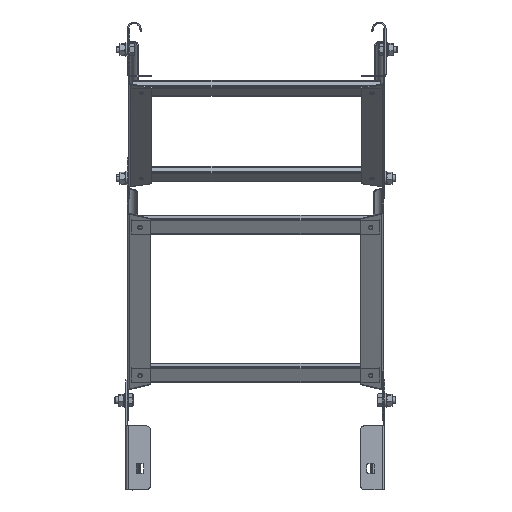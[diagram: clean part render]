
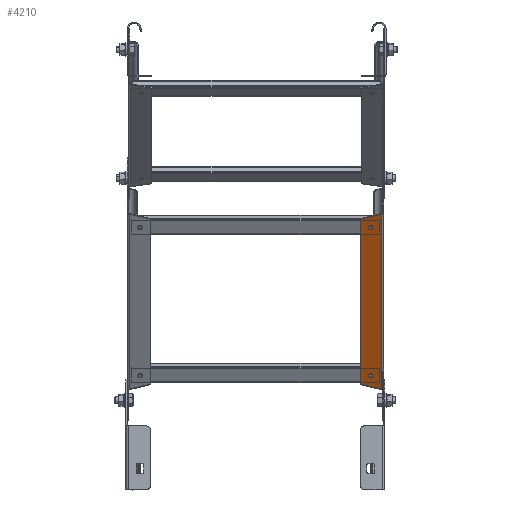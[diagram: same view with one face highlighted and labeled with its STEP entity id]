
A CAD part, top view. The second image highlights one B-rep face of the part: STEP entity #4210.
In plain terms, the highlighted face is planar.
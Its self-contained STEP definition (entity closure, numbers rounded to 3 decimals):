
#10=DIRECTION('',(0.,0.,-1.));
#11=VECTOR('',#10,223.587);
#12=CARTESIAN_POINT('',(27.5,0.,111.794));
#13=LINE('',#12,#11);
#1324=DIRECTION('',(0.,0.,1.));
#1325=VECTOR('',#1324,236.985);
#1326=CARTESIAN_POINT('',(2.5,0.,-118.492));
#1327=LINE('',#1326,#1325);
#1328=DIRECTION('',(0.966,0.,0.259));
#1329=VECTOR('',#1328,25.882);
#1330=CARTESIAN_POINT('',(2.5,0.,-118.492));
#1331=LINE('',#1330,#1329);
#1332=DIRECTION('',(-0.966,0.,0.259));
#1333=VECTOR('',#1332,25.882);
#1334=CARTESIAN_POINT('',(27.5,0.,111.794));
#1335=LINE('',#1334,#1333);
#1336=CARTESIAN_POINT('',(15.,0.,-100.));
#1337=DIRECTION('',(0.,1.,0.));
#1338=DIRECTION('',(-1.,0.,0.));
#1339=AXIS2_PLACEMENT_3D('',#1336,#1337,#1338);
#1341=CARTESIAN_POINT('',(15.,0.,-100.));
#1342=DIRECTION('',(0.,1.,0.));
#1343=DIRECTION('',(1.,0.,0.));
#1344=AXIS2_PLACEMENT_3D('',#1341,#1342,#1343);
#1346=CARTESIAN_POINT('',(15.,0.,100.));
#1347=DIRECTION('',(0.,1.,0.));
#1348=DIRECTION('',(-1.,0.,0.));
#1349=AXIS2_PLACEMENT_3D('',#1346,#1347,#1348);
#1351=CARTESIAN_POINT('',(15.,0.,100.));
#1352=DIRECTION('',(0.,1.,0.));
#1353=DIRECTION('',(1.,0.,0.));
#1354=AXIS2_PLACEMENT_3D('',#1351,#1352,#1353);
#1528=CARTESIAN_POINT('',(27.5,0.,-111.794));
#1529=VERTEX_POINT('',#1528);
#1530=CARTESIAN_POINT('',(27.5,0.,111.794));
#1531=VERTEX_POINT('',#1530);
#1548=CARTESIAN_POINT('',(2.5,0.,-118.492));
#1549=CARTESIAN_POINT('',(2.5,0.,118.492));
#1550=VERTEX_POINT('',#1548);
#1551=VERTEX_POINT('',#1549);
#1552=CARTESIAN_POINT('',(17.5,0.,-100.));
#1553=CARTESIAN_POINT('',(12.5,0.,-100.));
#1554=VERTEX_POINT('',#1552);
#1555=VERTEX_POINT('',#1553);
#1556=CARTESIAN_POINT('',(17.5,0.,100.));
#1557=CARTESIAN_POINT('',(12.5,0.,100.));
#1558=VERTEX_POINT('',#1556);
#1559=VERTEX_POINT('',#1557);
#4186=CARTESIAN_POINT('',(27.5,0.,0.));
#4187=DIRECTION('',(0.,-1.,0.));
#4188=DIRECTION('',(-1.,0.,0.));
#4189=AXIS2_PLACEMENT_3D('',#4186,#4187,#4188);
#4190=PLANE('',#4189);
#4192=ORIENTED_EDGE('',*,*,#4191,.F.);
#4193=ORIENTED_EDGE('',*,*,#4181,.T.);
#4194=ORIENTED_EDGE('',*,*,#1774,.F.);
#4195=ORIENTED_EDGE('',*,*,#1757,.T.);
#4196=EDGE_LOOP('',(#4192,#4193,#4194,#4195));
#4197=FACE_OUTER_BOUND('',#4196,.F.);
#4199=ORIENTED_EDGE('',*,*,#4198,.F.);
#4201=ORIENTED_EDGE('',*,*,#4200,.F.);
#4202=EDGE_LOOP('',(#4199,#4201));
#4203=FACE_BOUND('',#4202,.F.);
#4205=ORIENTED_EDGE('',*,*,#4204,.F.);
#4207=ORIENTED_EDGE('',*,*,#4206,.F.);
#4208=EDGE_LOOP('',(#4205,#4207));
#4209=FACE_BOUND('',#4208,.F.);
#4210=ADVANCED_FACE('',(#4197,#4203,#4209),#4190,.T.);
#1340=CIRCLE('',#1339,2.5);
#1345=CIRCLE('',#1344,2.5);
#1350=CIRCLE('',#1349,2.5);
#1355=CIRCLE('',#1354,2.5);
#1757=EDGE_CURVE('',#1531,#1529,#13,.T.);
#1774=EDGE_CURVE('',#1531,#1551,#1335,.T.);
#4181=EDGE_CURVE('',#1550,#1551,#1327,.T.);
#4191=EDGE_CURVE('',#1550,#1529,#1331,.T.);
#4198=EDGE_CURVE('',#1555,#1554,#1340,.T.);
#4200=EDGE_CURVE('',#1554,#1555,#1345,.T.);
#4204=EDGE_CURVE('',#1559,#1558,#1350,.T.);
#4206=EDGE_CURVE('',#1558,#1559,#1355,.T.);
